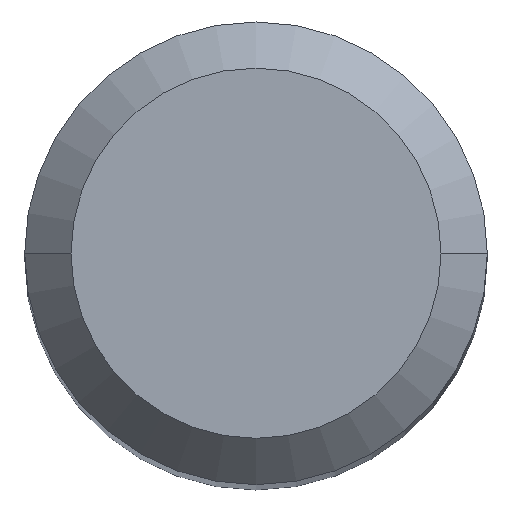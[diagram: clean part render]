
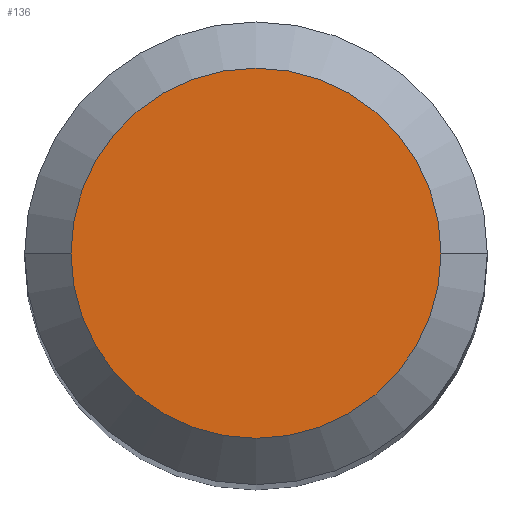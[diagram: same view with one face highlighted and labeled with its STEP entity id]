
A CAD part, top view. The second image highlights one B-rep face of the part: STEP entity #136.
In plain terms, the highlighted planar face has unit normal (0, 0, 1).
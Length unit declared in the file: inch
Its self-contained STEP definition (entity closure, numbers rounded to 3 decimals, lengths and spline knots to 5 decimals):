
#16 = FACE_OUTER_BOUND ( 'NONE', #337, .T. ) ;
#50 = DIRECTION ( 'NONE',  ( 0., 0., -1. ) ) ;
#55 = CARTESIAN_POINT ( 'NONE',  ( 0., 0., 0. ) ) ;
#60 = EDGE_CURVE ( 'NONE', #69, #448, #427, .T. ) ;
#65 = AXIS2_PLACEMENT_3D ( 'NONE', #204, #326, #399 ) ;
#69 = VERTEX_POINT ( 'NONE', #269 ) ;
#98 = CARTESIAN_POINT ( 'NONE',  ( 0.09448, 0., 0. ) ) ;
#102 = ORIENTED_EDGE ( 'NONE', *, *, #332, .T. ) ;
#114 = ORIENTED_EDGE ( 'NONE', *, *, #60, .T. ) ;
#120 = DIRECTION ( 'NONE',  ( 1., 0., 0. ) ) ;
#130 = PLANE ( 'NONE',  #147 ) ;
#136 = ADVANCED_FACE ( 'NONE', ( #16 ), #130, .F. ) ;
#147 = AXIS2_PLACEMENT_3D ( 'NONE', #55, #50, #202 ) ;
#202 = DIRECTION ( 'NONE',  ( -1., 0., 0. ) ) ;
#204 = CARTESIAN_POINT ( 'NONE',  ( 0., 0., 0. ) ) ;
#263 = AXIS2_PLACEMENT_3D ( 'NONE', #268, #417, #120 ) ;
#268 = CARTESIAN_POINT ( 'NONE',  ( 0., 0., 0. ) ) ;
#269 = CARTESIAN_POINT ( 'NONE',  ( -0.09448, 0., 0. ) ) ;
#326 = DIRECTION ( 'NONE',  ( 0., 0., 1. ) ) ;
#332 = EDGE_CURVE ( 'NONE', #448, #69, #471, .T. ) ;
#337 = EDGE_LOOP ( 'NONE', ( #114, #102 ) ) ;
#399 = DIRECTION ( 'NONE',  ( 1., 0., 0. ) ) ;
#417 = DIRECTION ( 'NONE',  ( 0., 0., 1. ) ) ;
#427 = CIRCLE ( 'NONE', #263, 0.09448 ) ;
#448 = VERTEX_POINT ( 'NONE', #98 ) ;
#471 = CIRCLE ( 'NONE', #65, 0.09448 ) ;
